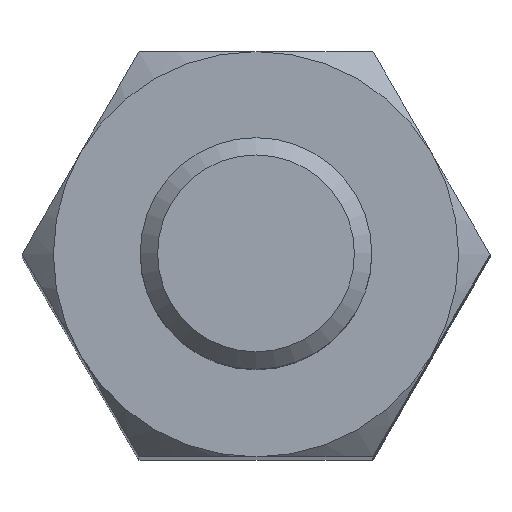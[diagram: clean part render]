
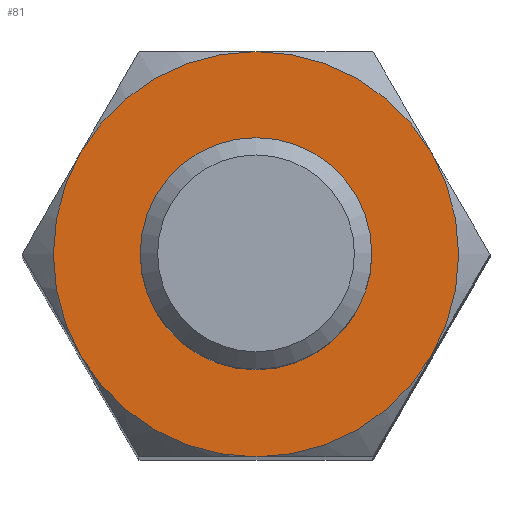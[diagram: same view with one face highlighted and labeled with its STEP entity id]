
A CAD part, top view. The second image highlights one B-rep face of the part: STEP entity #81.
In plain terms, the highlighted planar face has unit normal (0, 0, 1).
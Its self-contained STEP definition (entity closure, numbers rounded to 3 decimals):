
#81 = ADVANCED_FACE( '', ( #177, #178 ), #179, .T. );
#177 = FACE_BOUND( '', #289, .T. );
#178 = FACE_OUTER_BOUND( '', #290, .T. );
#179 = PLANE( '', #291 );
#289 = EDGE_LOOP( '', ( #451 ) );
#290 = EDGE_LOOP( '', ( #452, #453, #454, #455, #456, #457 ) );
#291 = AXIS2_PLACEMENT_3D( '', #458, #459, #460 );
#451 = ORIENTED_EDGE( '', *, *, #632, .T. );
#452 = ORIENTED_EDGE( '', *, *, #633, .F. );
#453 = ORIENTED_EDGE( '', *, *, #634, .F. );
#454 = ORIENTED_EDGE( '', *, *, #635, .F. );
#455 = ORIENTED_EDGE( '', *, *, #636, .T. );
#456 = ORIENTED_EDGE( '', *, *, #610, .F. );
#457 = ORIENTED_EDGE( '', *, *, #615, .F. );
#458 = CARTESIAN_POINT( '', ( 0., 0., 0. ) );
#459 = DIRECTION( '', ( 0., 0., 1. ) );
#460 = DIRECTION( '', ( 1., 0., 0. ) );
#610 = EDGE_CURVE( '', #691, #712, #714, .F. );
#615 = EDGE_CURVE( '', #706, #691, #720, .F. );
#632 = EDGE_CURVE( '', #745, #745, #746, .F. );
#633 = EDGE_CURVE( '', #678, #706, #747, .F. );
#634 = EDGE_CURVE( '', #735, #678, #748, .F. );
#635 = EDGE_CURVE( '', #749, #735, #750, .F. );
#636 = EDGE_CURVE( '', #749, #712, #751, .T. );
#678 = VERTEX_POINT( '', #805 );
#691 = VERTEX_POINT( '', #844 );
#706 = VERTEX_POINT( '', #884 );
#712 = VERTEX_POINT( '', #911 );
#714 = CIRCLE( '', #918, 3.5 );
#720 = CIRCLE( '', #929, 3.5 );
#735 = VERTEX_POINT( '', #959 );
#745 = VERTEX_POINT( '', #993 );
#746 = CIRCLE( '', #994, 1.85 );
#747 = CIRCLE( '', #995, 3.5 );
#748 = CIRCLE( '', #996, 3.5 );
#749 = VERTEX_POINT( '', #997 );
#750 = CIRCLE( '', #998, 3.5 );
#751 = CIRCLE( '', #999, 3.5 );
#805 = CARTESIAN_POINT( '', ( 3.031, -1.75, 0. ) );
#844 = CARTESIAN_POINT( '', ( -3.031, -1.75, 0. ) );
#884 = CARTESIAN_POINT( '', ( 0., -3.5, 0. ) );
#911 = CARTESIAN_POINT( '', ( -3.031, 1.75, 0. ) );
#918 = AXIS2_PLACEMENT_3D( '', #1079, #1080, #1081 );
#929 = AXIS2_PLACEMENT_3D( '', #1085, #1086, #1087 );
#959 = CARTESIAN_POINT( '', ( 3.031, 1.75, 0. ) );
#993 = CARTESIAN_POINT( '', ( 1.85, 0., 0. ) );
#994 = AXIS2_PLACEMENT_3D( '', #1101, #1102, #1103 );
#995 = AXIS2_PLACEMENT_3D( '', #1104, #1105, #1106 );
#996 = AXIS2_PLACEMENT_3D( '', #1107, #1108, #1109 );
#997 = CARTESIAN_POINT( '', ( 0., 3.5, 0. ) );
#998 = AXIS2_PLACEMENT_3D( '', #1110, #1111, #1112 );
#999 = AXIS2_PLACEMENT_3D( '', #1113, #1114, #1115 );
#1079 = CARTESIAN_POINT( '', ( 0., 0., 0. ) );
#1080 = DIRECTION( '', ( 0., 0., 1. ) );
#1081 = DIRECTION( '', ( 1., 0., 0. ) );
#1085 = CARTESIAN_POINT( '', ( 0., 0., 0. ) );
#1086 = DIRECTION( '', ( 0., 0., 1. ) );
#1087 = DIRECTION( '', ( 1., 0., 0. ) );
#1101 = CARTESIAN_POINT( '', ( 0., 0., 0. ) );
#1102 = DIRECTION( '', ( 0., 0., 1. ) );
#1103 = DIRECTION( '', ( 1., 0., 0. ) );
#1104 = CARTESIAN_POINT( '', ( 0., 0., 0. ) );
#1105 = DIRECTION( '', ( 0., 0., 1. ) );
#1106 = DIRECTION( '', ( 1., 0., 0. ) );
#1107 = CARTESIAN_POINT( '', ( 0., 0., 0. ) );
#1108 = DIRECTION( '', ( 0., 0., 1. ) );
#1109 = DIRECTION( '', ( 1., 0., 0. ) );
#1110 = CARTESIAN_POINT( '', ( 0., 0., 0. ) );
#1111 = DIRECTION( '', ( 0., 0., 1. ) );
#1112 = DIRECTION( '', ( 1., 0., 0. ) );
#1113 = CARTESIAN_POINT( '', ( 0., 0., 0. ) );
#1114 = DIRECTION( '', ( 0., 0., 1. ) );
#1115 = DIRECTION( '', ( 1., 0., 0. ) );
